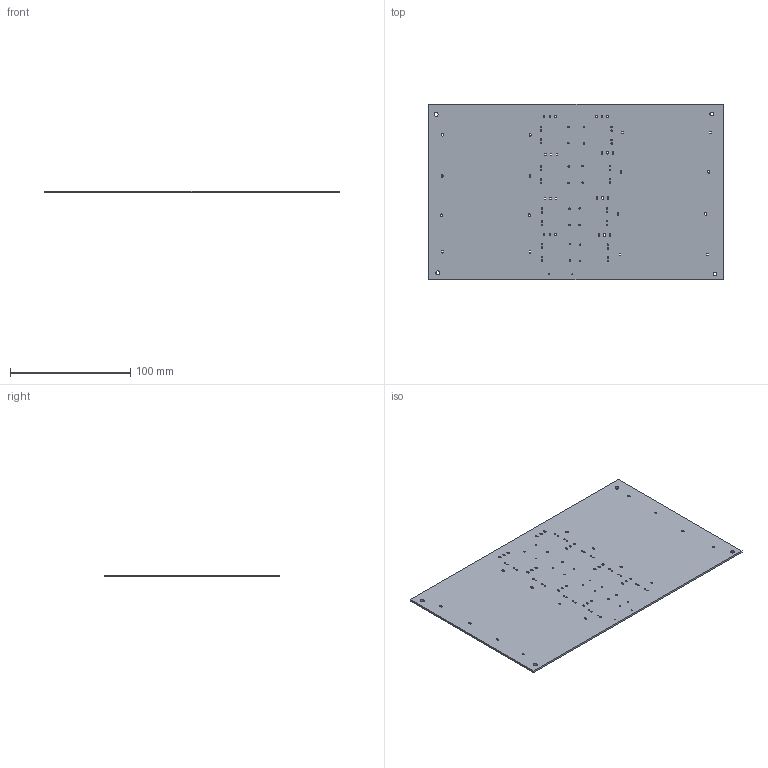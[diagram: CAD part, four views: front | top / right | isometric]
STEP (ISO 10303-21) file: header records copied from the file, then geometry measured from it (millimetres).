
FILE_DESCRIPTION(('Designed by EasyEDA Pro'),'2;1');
FILE_NAME('Open CASCADE Shape Model','2025-07-28T23:06:52',('Author'),( 'Open CASCADE'),'Open CASCADE STEP processor 7.8','Open CASCADE 7.8' ,'Unknown');
FILE_SCHEMA(('AUTOMOTIVE_DESIGN { 1 0 10303 214 1 1 1 1 }'));
Length unit declared in the file: millimetre
Products named in the file (6): EasyEDA PCB Model~o3oM; Board~o3oM; TopCopper~o3oM; BottomCopper~o3oM; TopFpcStiffener~o3oM; BottomFpcStiffener~o3oM
Assembly tree (5 placements, depth 2):
  EasyEDA PCB Model~o3oM
    Board~o3oM
    TopCopper~o3oM
    BottomCopper~o3oM
    TopFpcStiffener~o3oM
    BottomFpcStiffener~o3oM
Bounding box: 244.58 x 145.77 x 1.6 mm (x, y, z)
Volume: 56740.4 mm3; surface area: 72921 mm2
Topology: 1 solids, 1 shells, 274 faces, 816 edges, 544 vertices
Faces by surface type: cylinder 188, plane 86
Entity records: 11768 total; most frequent: DIRECTION 1752, CARTESIAN_POINT 1640, ORIENTED_EDGE 1632, EDGE_CURVE 816, AXIS2_PLACEMENT_3D 656, VERTEX_POINT 544, FACE_BOUND 462, EDGE_LOOP 462
